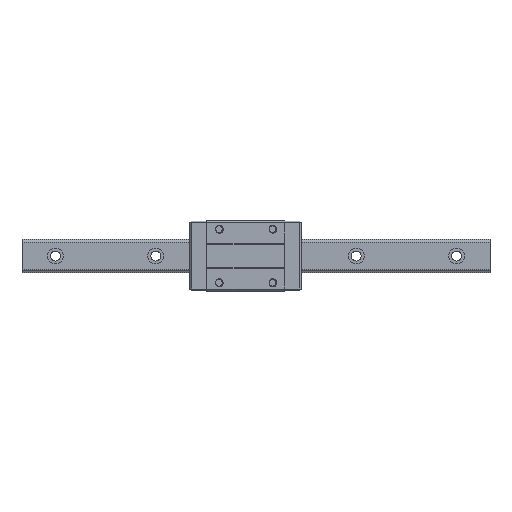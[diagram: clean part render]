
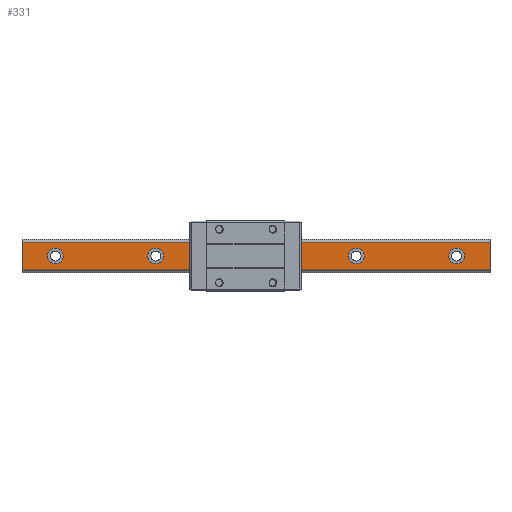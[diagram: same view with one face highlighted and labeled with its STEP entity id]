
A CAD part, top view. The second image highlights one B-rep face of the part: STEP entity #331.
In plain terms, the highlighted planar face has unit normal (0, 0, 1).
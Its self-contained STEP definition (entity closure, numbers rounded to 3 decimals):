
#121=FACE_BOUND('',#693,.T.);
#122=FACE_BOUND('',#694,.T.);
#123=FACE_BOUND('',#695,.T.);
#124=FACE_BOUND('',#696,.T.);
#125=FACE_BOUND('',#697,.T.);
#126=FACE_BOUND('',#698,.T.);
#216=PLANE('',#3161);
#331=ADVANCED_FACE('',(#121,#122,#123,#124,#125,#126),#216,.F.);
#693=EDGE_LOOP('',(#1496));
#694=EDGE_LOOP('',(#1497));
#695=EDGE_LOOP('',(#1498));
#696=EDGE_LOOP('',(#1499));
#697=EDGE_LOOP('',(#1500));
#698=EDGE_LOOP('',(#1501,#1502,#1503,#1504));
#873=LINE('',#4120,#1059);
#909=LINE('',#4368,#1095);
#910=LINE('',#4382,#1096);
#911=LINE('',#4383,#1097);
#1059=VECTOR('',#3369,1.);
#1095=VECTOR('',#3541,1.);
#1096=VECTOR('',#3556,1.);
#1097=VECTOR('',#3557,1.);
#1496=ORIENTED_EDGE('',*,*,#2634,.T.);
#1497=ORIENTED_EDGE('',*,*,#2635,.T.);
#1498=ORIENTED_EDGE('',*,*,#2636,.T.);
#1499=ORIENTED_EDGE('',*,*,#2637,.T.);
#1500=ORIENTED_EDGE('',*,*,#2638,.T.);
#1501=ORIENTED_EDGE('',*,*,#2639,.T.);
#1502=ORIENTED_EDGE('',*,*,#2538,.F.);
#1503=ORIENTED_EDGE('',*,*,#2640,.F.);
#1504=ORIENTED_EDGE('',*,*,#2632,.T.);
#2223=VERTEX_POINT('',#4111);
#2226=VERTEX_POINT('',#4119);
#2290=VERTEX_POINT('',#4367);
#2291=VERTEX_POINT('',#4369);
#2292=VERTEX_POINT('',#4373);
#2293=VERTEX_POINT('',#4375);
#2294=VERTEX_POINT('',#4377);
#2295=VERTEX_POINT('',#4379);
#2296=VERTEX_POINT('',#4381);
#2538=EDGE_CURVE('',#2226,#2223,#873,.T.);
#2632=EDGE_CURVE('',#2291,#2290,#909,.T.);
#2634=EDGE_CURVE('',#2292,#2292,#3004,.T.);
#2635=EDGE_CURVE('',#2293,#2293,#3005,.T.);
#2636=EDGE_CURVE('',#2294,#2294,#3006,.T.);
#2637=EDGE_CURVE('',#2295,#2295,#3007,.T.);
#2638=EDGE_CURVE('',#2296,#2296,#3008,.T.);
#2639=EDGE_CURVE('',#2290,#2223,#910,.T.);
#2640=EDGE_CURVE('',#2291,#2226,#911,.T.);
#3004=CIRCLE('',#3156,4.75);
#3005=CIRCLE('',#3157,4.75);
#3006=CIRCLE('',#3158,4.75);
#3007=CIRCLE('',#3159,4.75);
#3008=CIRCLE('',#3160,4.75);
#3156=AXIS2_PLACEMENT_3D('',#4372,#3546,#3547);
#3157=AXIS2_PLACEMENT_3D('',#4374,#3548,#3549);
#3158=AXIS2_PLACEMENT_3D('',#4376,#3550,#3551);
#3159=AXIS2_PLACEMENT_3D('',#4378,#3552,#3553);
#3160=AXIS2_PLACEMENT_3D('',#4380,#3554,#3555);
#3161=AXIS2_PLACEMENT_3D('',#4384,#3558,#3559);
#3369=DIRECTION('',(-1.,0.,0.));
#3541=DIRECTION('',(-1.,0.,0.));
#3546=DIRECTION('',(0.,0.,-1.));
#3547=DIRECTION('',(-1.,0.,0.));
#3548=DIRECTION('',(0.,0.,-1.));
#3549=DIRECTION('',(-1.,0.,0.));
#3550=DIRECTION('',(0.,0.,-1.));
#3551=DIRECTION('',(-1.,0.,0.));
#3552=DIRECTION('',(0.,0.,-1.));
#3553=DIRECTION('',(-1.,0.,0.));
#3554=DIRECTION('',(0.,0.,-1.));
#3555=DIRECTION('',(-1.,0.,0.));
#3556=DIRECTION('',(0.,-1.,0.));
#3557=DIRECTION('',(0.,-1.,0.));
#3558=DIRECTION('',(0.,0.,-1.));
#3559=DIRECTION('',(-1.,0.,0.));
#4111=CARTESIAN_POINT('',(-704.893,-956.044,16.5));
#4119=CARTESIAN_POINT('',(-424.893,-956.044,16.5));
#4120=CARTESIAN_POINT('',(-484.893,-956.044,16.5));
#4367=CARTESIAN_POINT('',(-704.893,-939.732,16.5));
#4368=CARTESIAN_POINT('',(-484.893,-939.732,16.5));
#4369=CARTESIAN_POINT('',(-424.893,-939.732,16.5));
#4372=CARTESIAN_POINT('',(-444.893,-947.888,16.5));
#4373=CARTESIAN_POINT('',(-449.643,-947.888,16.5));
#4374=CARTESIAN_POINT('',(-504.893,-947.888,16.5));
#4375=CARTESIAN_POINT('',(-509.643,-947.888,16.5));
#4376=CARTESIAN_POINT('',(-564.893,-947.888,16.5));
#4377=CARTESIAN_POINT('',(-569.643,-947.888,16.5));
#4378=CARTESIAN_POINT('',(-624.893,-947.888,16.5));
#4379=CARTESIAN_POINT('',(-629.643,-947.888,16.5));
#4380=CARTESIAN_POINT('',(-684.893,-947.888,16.5));
#4381=CARTESIAN_POINT('',(-689.643,-947.888,16.5));
#4382=CARTESIAN_POINT('',(-704.893,-939.732,16.5));
#4383=CARTESIAN_POINT('',(-424.893,-947.888,16.5));
#4384=CARTESIAN_POINT('',(-484.893,-939.732,16.5));
